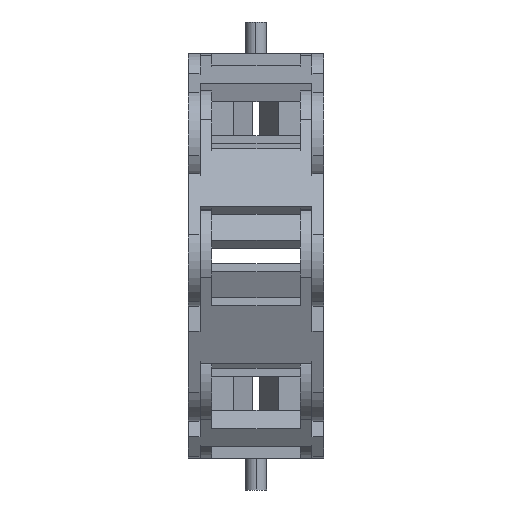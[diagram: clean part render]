
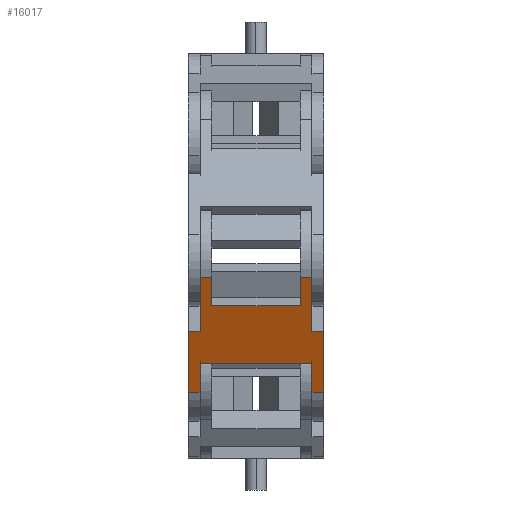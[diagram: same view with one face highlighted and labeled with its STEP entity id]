
A CAD part, left-side view. The second image highlights one B-rep face of the part: STEP entity #16017.
In plain terms, the highlighted planar face has unit normal (-0.909, 0, -0.417).
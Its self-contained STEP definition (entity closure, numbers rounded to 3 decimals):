
#5741=VERTEX_POINT('',#16770);
#6303=EDGE_CURVE('',#10145,#11551,#17397,.T.);
#6307=EDGE_CURVE('',#15819,#9227,#17402,.T.);
#6435=VERTEX_POINT('',#17542);
#6721=EDGE_CURVE('',#7733,#11551,#17851,.T.);
#6861=EDGE_CURVE('',#15231,#8911,#18007,.T.);
#6913=EDGE_CURVE('',#7195,#10145,#18060,.T.);
#7195=VERTEX_POINT('',#18368);
#7505=EDGE_CURVE('',#9227,#9709,#18709,.T.);
#7733=VERTEX_POINT('',#18956);
#7771=VERTEX_POINT('',#18996);
#8311=VERTEX_POINT('',#19591);
#8911=VERTEX_POINT('',#20250);
#9227=VERTEX_POINT('',#20593);
#9343=VERTEX_POINT('',#20723);
#9709=VERTEX_POINT('',#21125);
#10145=VERTEX_POINT('',#21612);
#10223=EDGE_CURVE('',#14155,#9343,#21694,.T.);
#10553=EDGE_CURVE('',#8911,#9343,#22061,.T.);
#11361=EDGE_CURVE('',#5741,#7771,#22942,.T.);
#11551=VERTEX_POINT('',#23151);
#13813=EDGE_CURVE('',#6435,#15819,#25662,.T.);
#13933=EDGE_CURVE('',#9709,#14763,#25792,.T.);
#14003=EDGE_CURVE('',#8311,#7195,#25869,.T.);
#14155=VERTEX_POINT('',#26039);
#14763=VERTEX_POINT('',#26698);
#15231=VERTEX_POINT('',#27212);
#15315=EDGE_CURVE('',#14763,#8311,#27312,.T.);
#15603=EDGE_CURVE('',#14155,#5741,#27626,.T.);
#15819=VERTEX_POINT('',#27861);
#15851=EDGE_CURVE('',#7771,#6435,#27896,.T.);
#16017=ADVANCED_FACE('',(#28081),#28082,.T.);
#16463=EDGE_CURVE('',#7733,#15231,#28580,.T.);
#16770=CARTESIAN_POINT('',(-125.412,-1.85,6.061));
#17397=LINE('',#29814,#29815);
#17402=LINE('',#29821,#29822);
#17542=CARTESIAN_POINT('',(-127.37,-0.925,10.333));
#17851=LINE('',#30443,#30444);
#18007=LINE('',#30665,#30666);
#18060=LINE('',#30751,#30752);
#18368=CARTESIAN_POINT('',(-125.412,7.925,6.061));
#18709=LINE('',#31654,#31655);
#18956=CARTESIAN_POINT('',(-123.204,7.925,1.243));
#18996=CARTESIAN_POINT('',(-125.412,-0.925,6.061));
#19591=CARTESIAN_POINT('',(-127.37,7.925,10.333));
#20250=CARTESIAN_POINT('',(-124.245,-0.925,3.515));
#20593=CARTESIAN_POINT('',(-126.329,0.0,8.061));
#20723=CARTESIAN_POINT('',(-123.204,-0.925,1.243));
#21125=CARTESIAN_POINT('',(-126.329,7.0,8.061));
#21612=CARTESIAN_POINT('',(-125.412,8.85,6.061));
#21694=LINE('',#35735,#35736);
#22061=LINE('',#36246,#36247);
#22942=LINE('',#37451,#37452);
#23151=CARTESIAN_POINT('',(-123.204,8.85,1.243));
#25662=LINE('',#41166,#41167);
#25792=LINE('',#41344,#41345);
#25869=LINE('',#41446,#41447);
#26039=CARTESIAN_POINT('',(-123.204,-1.85,1.243));
#26698=CARTESIAN_POINT('',(-127.37,7.0,10.333));
#27212=CARTESIAN_POINT('',(-124.245,7.925,3.515));
#27312=LINE('',#43390,#43391);
#27626=LINE('',#43835,#43836);
#27861=CARTESIAN_POINT('',(-127.37,0.0,10.333));
#27896=LINE('',#44206,#44207);
#28081=FACE_OUTER_BOUND('',#44465,.T.);
#28082=PLANE('',#44466);
#28580=LINE('',#45127,#45128);
#29814=CARTESIAN_POINT('',(-123.204,8.85,1.243));
#29815=VECTOR('',#46214,1.0);
#29821=CARTESIAN_POINT('',(-128.724,0.0,13.288));
#29822=VECTOR('',#46225,1.0);
#30443=CARTESIAN_POINT('',(-123.204,-1.85,1.243));
#30444=VECTOR('',#46706,1.0);
#30665=CARTESIAN_POINT('',(-124.245,0.825,3.515));
#30666=VECTOR('',#46877,1.0);
#30751=CARTESIAN_POINT('',(-125.412,3.269,6.061));
#30752=VECTOR('',#46909,1.0);
#31654=CARTESIAN_POINT('',(-126.329,0.825,8.061));
#31655=VECTOR('',#47668,1.0);
#35735=CARTESIAN_POINT('',(-123.204,-1.85,1.243));
#35736=VECTOR('',#50999,1.0);
#36246=CARTESIAN_POINT('',(-123.933,-0.925,2.834));
#36247=VECTOR('',#51465,1.0);
#37451=CARTESIAN_POINT('',(-125.412,-1.619,6.061));
#37452=VECTOR('',#52451,1.0);
#41166=CARTESIAN_POINT('',(-127.37,-1.85,10.333));
#41167=VECTOR('',#55749,1.0);
#41344=CARTESIAN_POINT('',(-128.724,7.0,13.288));
#41345=VECTOR('',#55877,1.0);
#41446=CARTESIAN_POINT('',(-128.266,7.925,12.288));
#41447=VECTOR('',#55970,1.0);
#43390=CARTESIAN_POINT('',(-127.37,-1.85,10.333));
#43391=VECTOR('',#57623,1.0);
#43835=CARTESIAN_POINT('',(-123.204,-1.85,1.243));
#43836=VECTOR('',#57963,1.0);
#44206=CARTESIAN_POINT('',(-128.266,-0.925,12.288));
#44207=VECTOR('',#58250,1.0);
#44465=EDGE_LOOP('',(#58493,#58494,#58495,#58496,#58497,#58498,#58499,#58500,#58501,#58502,#58503,#58504,#58505,#58506,#58507,#58508));
#44466=AXIS2_PLACEMENT_3D('',#58509,#58510,#58511);
#45127=CARTESIAN_POINT('',(-123.933,7.925,2.834));
#45128=VECTOR('',#59104,1.0);
#46214=DIRECTION('',(0.417,-0.0,-0.909));
#46225=DIRECTION('',(0.417,0.0,-0.909));
#46706=DIRECTION('',(0.0,1.0,0.0));
#46877=DIRECTION('',(0.0,-1.0,-0.0));
#46909=DIRECTION('',(0.0,1.0,0.0));
#47668=DIRECTION('',(0.0,1.0,0.0));
#50999=DIRECTION('',(0.0,1.0,0.0));
#51465=DIRECTION('',(0.417,0.0,-0.909));
#52451=DIRECTION('',(0.0,1.0,0.0));
#55749=DIRECTION('',(0.0,1.0,0.0));
#55877=DIRECTION('',(-0.417,0.0,0.909));
#55970=DIRECTION('',(0.417,0.0,-0.909));
#57623=DIRECTION('',(0.0,1.0,0.0));
#57963=DIRECTION('',(-0.417,0.0,0.909));
#58250=DIRECTION('',(-0.417,0.0,0.909));
#58493=ORIENTED_EDGE('',*,*,#14003,.T.);
#58494=ORIENTED_EDGE('',*,*,#6913,.T.);
#58495=ORIENTED_EDGE('',*,*,#6303,.T.);
#58496=ORIENTED_EDGE('',*,*,#6721,.F.);
#58497=ORIENTED_EDGE('',*,*,#16463,.T.);
#58498=ORIENTED_EDGE('',*,*,#6861,.T.);
#58499=ORIENTED_EDGE('',*,*,#10553,.T.);
#58500=ORIENTED_EDGE('',*,*,#10223,.F.);
#58501=ORIENTED_EDGE('',*,*,#15603,.T.);
#58502=ORIENTED_EDGE('',*,*,#11361,.T.);
#58503=ORIENTED_EDGE('',*,*,#15851,.T.);
#58504=ORIENTED_EDGE('',*,*,#13813,.T.);
#58505=ORIENTED_EDGE('',*,*,#6307,.T.);
#58506=ORIENTED_EDGE('',*,*,#7505,.T.);
#58507=ORIENTED_EDGE('',*,*,#13933,.T.);
#58508=ORIENTED_EDGE('',*,*,#15315,.T.);
#58509=CARTESIAN_POINT('',(-127.37,-1.85,10.333));
#58510=DIRECTION('',(-0.909,0.0,-0.417));
#58511=DIRECTION('',(-0.417,0.0,0.909));
#59104=DIRECTION('',(-0.417,0.0,0.909));
